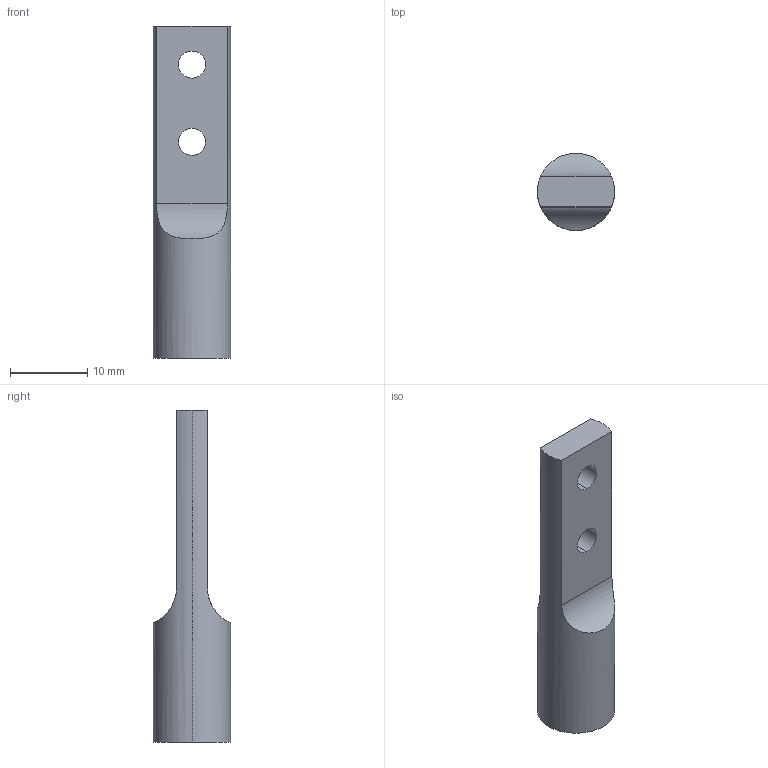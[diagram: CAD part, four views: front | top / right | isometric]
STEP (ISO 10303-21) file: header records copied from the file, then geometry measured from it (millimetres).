
FILE_DESCRIPTION (( 'STEP AP214' ), '1' );
FILE_NAME ('Wheg Connector - V1.2.STEP', '2018-04-08T05:03:03', ( 'Skylab' ), ( '' ), 'SwSTEP 2.0', 'SolidWorks 2014', '' );
FILE_SCHEMA (( 'AUTOMOTIVE_DESIGN' ));
Length unit declared in the file: millimetre
Products named in the file (2): Wheg Connector - V1.2
Bounding box: 10 x 10 x 43 mm (x, y, z)
Volume: 2079.3 mm3; surface area: 1568.7 mm2
Topology: 1 solids, 1 shells, 18 faces, 45 edges, 30 vertices
Faces by surface type: cylinder 11, plane 7
Entity records: 688 total; most frequent: CARTESIAN_POINT 181, DIRECTION 103, ORIENTED_EDGE 90, EDGE_CURVE 45, AXIS2_PLACEMENT_3D 40, VERTEX_POINT 30, EDGE_LOOP 23, VECTOR 23
